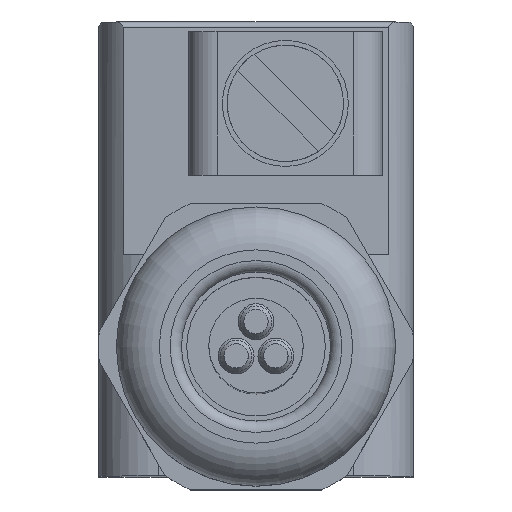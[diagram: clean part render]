
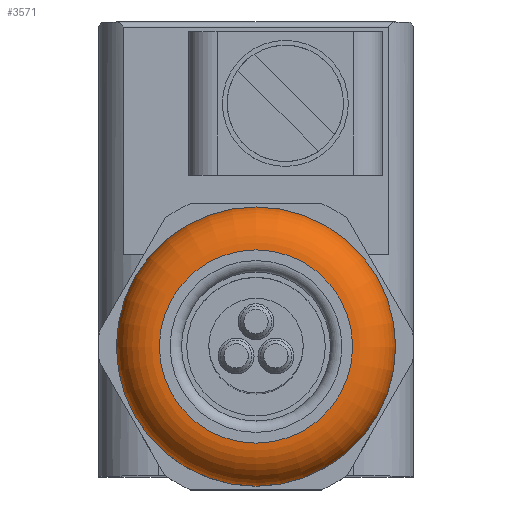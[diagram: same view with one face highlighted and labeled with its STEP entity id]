
A CAD part, top view. The second image highlights one B-rep face of the part: STEP entity #3571.
In plain terms, the highlighted toroidal (fillet/blend) face has major radius 6.75 mm and minor radius 3 mm.
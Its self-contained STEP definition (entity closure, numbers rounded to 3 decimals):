
#39=TOROIDAL_SURFACE('',#3839,6.75,3.);
#210=CIRCLE('',#3838,6.75);
#211=CIRCLE('',#3840,9.75);
#601=ORIENTED_EDGE('',*,*,#1154,.T.);
#602=ORIENTED_EDGE('',*,*,#1155,.F.);
#1154=EDGE_CURVE('',#1446,#1446,#210,.T.);
#1155=EDGE_CURVE('',#1447,#1447,#211,.T.);
#1446=VERTEX_POINT('',#5267);
#1447=VERTEX_POINT('',#5270);
#1989=EDGE_LOOP('',(#601));
#1990=EDGE_LOOP('',(#602));
#2222=FACE_BOUND('',#1989,.T.);
#2223=FACE_BOUND('',#1990,.T.);
#3571=ADVANCED_FACE('',(#2222,#2223),#39,.T.);
#3838=AXIS2_PLACEMENT_3D('',#5266,#4417,#4418);
#3839=AXIS2_PLACEMENT_3D('',#5268,#4419,#4420);
#3840=AXIS2_PLACEMENT_3D('',#5269,#4421,#4422);
#4417=DIRECTION('',(0.,0.,-1.));
#4418=DIRECTION('',(-1.,0.,0.));
#4419=DIRECTION('',(0.,0.,-1.));
#4420=DIRECTION('',(-1.,0.,0.));
#4421=DIRECTION('',(0.,0.,-1.));
#4422=DIRECTION('',(-1.,0.,0.));
#5266=CARTESIAN_POINT('',(0.,9.,66.7));
#5267=CARTESIAN_POINT('',(-6.75,9.,66.7));
#5268=CARTESIAN_POINT('',(0.,9.,63.7));
#5269=CARTESIAN_POINT('',(0.,9.,63.7));
#5270=CARTESIAN_POINT('',(-9.75,9.,63.7));
